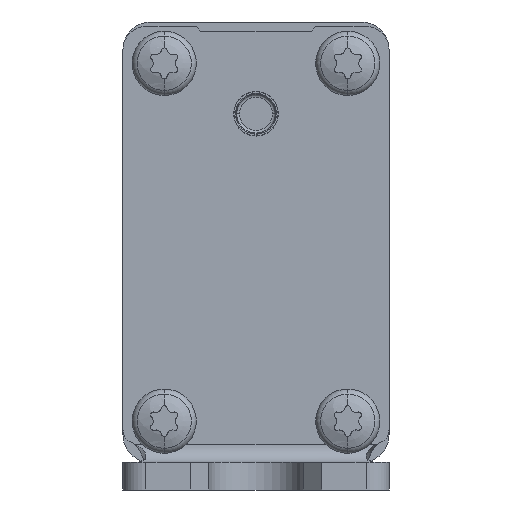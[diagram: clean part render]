
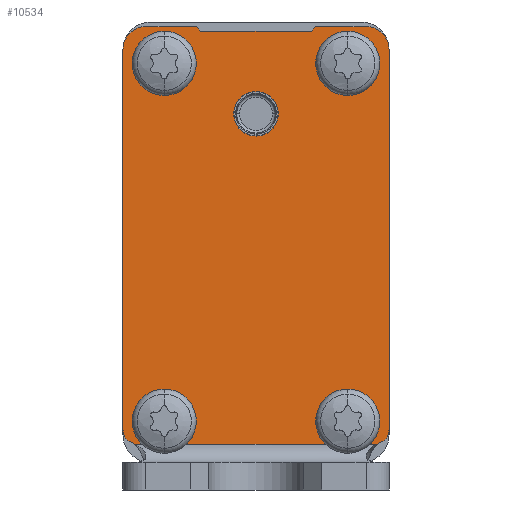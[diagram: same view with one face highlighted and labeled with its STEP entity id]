
A CAD part, front view. The second image highlights one B-rep face of the part: STEP entity #10534.
In plain terms, the highlighted face is planar.
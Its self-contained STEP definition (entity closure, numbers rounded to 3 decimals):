
#9627=CARTESIAN_POINT('',(-14.5,0.,3.));
#9628=DIRECTION('',(0.,0.,1.));
#9629=DIRECTION('',(0.516,0.857,0.));
#9630=AXIS2_PLACEMENT_3D('',#9627,#9628,#9629);
#9632=CARTESIAN_POINT('',(-13.,3.708,3.));
#9633=DIRECTION('',(0.,0.,-1.));
#9634=DIRECTION('',(-0.375,-0.927,0.));
#9635=AXIS2_PLACEMENT_3D('',#9632,#9633,#9634);
#9637=DIRECTION('',(0.,1.,0.));
#9638=VECTOR('',#9637,41.434);
#9639=CARTESIAN_POINT('',(-14.5,3.708,3.));
#9640=LINE('',#9639,#9638);
#9641=CARTESIAN_POINT('',(-12.,45.142,3.));
#9642=DIRECTION('',(0.,0.,-1.));
#9643=DIRECTION('',(-1.,0.,0.));
#9644=AXIS2_PLACEMENT_3D('',#9641,#9642,#9643);
#9646=DIRECTION('',(1.,0.,0.));
#9647=VECTOR('',#9646,5.5);
#9648=CARTESIAN_POINT('',(-12.,47.642,3.));
#9649=LINE('',#9648,#9647);
#9650=DIRECTION('',(0.707,-0.707,0.));
#9651=VECTOR('',#9650,0.707);
#9652=CARTESIAN_POINT('',(-6.5,47.642,3.));
#9653=LINE('',#9652,#9651);
#9654=DIRECTION('',(1.,0.,0.));
#9655=VECTOR('',#9654,12.);
#9656=CARTESIAN_POINT('',(-6.,47.142,3.));
#9657=LINE('',#9656,#9655);
#9658=DIRECTION('',(0.707,0.707,0.));
#9659=VECTOR('',#9658,0.707);
#9660=CARTESIAN_POINT('',(6.,47.142,3.));
#9661=LINE('',#9660,#9659);
#9662=DIRECTION('',(1.,0.,0.));
#9663=VECTOR('',#9662,5.5);
#9664=CARTESIAN_POINT('',(6.5,47.642,3.));
#9665=LINE('',#9664,#9663);
#9666=CARTESIAN_POINT('',(12.,45.142,3.));
#9667=DIRECTION('',(0.,0.,-1.));
#9668=DIRECTION('',(0.,1.,0.));
#9669=AXIS2_PLACEMENT_3D('',#9666,#9667,#9668);
#9671=DIRECTION('',(0.,-1.,0.));
#9672=VECTOR('',#9671,41.434);
#9673=CARTESIAN_POINT('',(14.5,45.142,3.));
#9674=LINE('',#9673,#9672);
#9675=CARTESIAN_POINT('',(13.,3.708,3.));
#9676=DIRECTION('',(0.,0.,-1.));
#9677=DIRECTION('',(1.,0.,0.));
#9678=AXIS2_PLACEMENT_3D('',#9675,#9676,#9677);
#9680=CARTESIAN_POINT('',(14.5,0.,3.));
#9681=DIRECTION('',(0.,0.,1.));
#9682=DIRECTION('',(-0.375,0.927,0.));
#9683=AXIS2_PLACEMENT_3D('',#9680,#9681,#9682);
#9685=CARTESIAN_POINT('',(10.,43.642,3.));
#9686=DIRECTION('',(0.,0.,1.));
#9687=DIRECTION('',(0.,-1.,0.));
#9688=AXIS2_PLACEMENT_3D('',#9685,#9686,#9687);
#9690=CARTESIAN_POINT('',(10.,43.642,3.));
#9691=DIRECTION('',(0.,0.,1.));
#9692=DIRECTION('',(0.,1.,0.));
#9693=AXIS2_PLACEMENT_3D('',#9690,#9691,#9692);
#9695=CARTESIAN_POINT('',(10.,4.642,3.));
#9696=DIRECTION('',(0.,0.,1.));
#9697=DIRECTION('',(0.,-1.,0.));
#9698=AXIS2_PLACEMENT_3D('',#9695,#9696,#9697);
#9700=CARTESIAN_POINT('',(10.,4.642,3.));
#9701=DIRECTION('',(0.,0.,1.));
#9702=DIRECTION('',(0.,1.,0.));
#9703=AXIS2_PLACEMENT_3D('',#9700,#9701,#9702);
#9705=CARTESIAN_POINT('',(-10.,4.642,3.));
#9706=DIRECTION('',(0.,0.,1.));
#9707=DIRECTION('',(0.,-1.,0.));
#9708=AXIS2_PLACEMENT_3D('',#9705,#9706,#9707);
#9710=CARTESIAN_POINT('',(-10.,4.642,3.));
#9711=DIRECTION('',(0.,0.,1.));
#9712=DIRECTION('',(0.,1.,0.));
#9713=AXIS2_PLACEMENT_3D('',#9710,#9711,#9712);
#9715=CARTESIAN_POINT('',(-10.,43.642,3.));
#9716=DIRECTION('',(0.,0.,1.));
#9717=DIRECTION('',(0.,-1.,0.));
#9718=AXIS2_PLACEMENT_3D('',#9715,#9716,#9717);
#9720=CARTESIAN_POINT('',(-10.,43.642,3.));
#9721=DIRECTION('',(0.,0.,1.));
#9722=DIRECTION('',(0.,1.,0.));
#9723=AXIS2_PLACEMENT_3D('',#9720,#9721,#9722);
#9725=CARTESIAN_POINT('',(0.,38.142,3.));
#9726=DIRECTION('',(0.,0.,1.));
#9727=DIRECTION('',(0.,-1.,0.));
#9728=AXIS2_PLACEMENT_3D('',#9725,#9726,#9727);
#9730=CARTESIAN_POINT('',(0.,38.142,3.));
#9731=DIRECTION('',(0.,0.,1.));
#9732=DIRECTION('',(0.,1.,0.));
#9733=AXIS2_PLACEMENT_3D('',#9730,#9731,#9732);
#9771=DIRECTION('',(1.,0.,0.));
#9772=VECTOR('',#9771,26.42);
#9773=CARTESIAN_POINT('',(-13.21,2.142,3.));
#9774=LINE('',#9773,#9772);
#10299=CARTESIAN_POINT('',(-13.21,2.142,3.));
#10300=CARTESIAN_POINT('',(13.21,2.142,3.));
#10301=VERTEX_POINT('',#10299);
#10302=VERTEX_POINT('',#10300);
#10303=CARTESIAN_POINT('',(-13.563,2.318,3.));
#10304=VERTEX_POINT('',#10303);
#10305=CARTESIAN_POINT('',(-14.5,3.708,3.));
#10306=VERTEX_POINT('',#10305);
#10307=CARTESIAN_POINT('',(-14.5,45.142,3.));
#10308=VERTEX_POINT('',#10307);
#10309=CARTESIAN_POINT('',(-12.,47.642,3.));
#10310=VERTEX_POINT('',#10309);
#10311=CARTESIAN_POINT('',(-6.5,47.642,3.));
#10312=VERTEX_POINT('',#10311);
#10313=CARTESIAN_POINT('',(-6.,47.142,3.));
#10314=VERTEX_POINT('',#10313);
#10315=CARTESIAN_POINT('',(6.,47.142,3.));
#10316=VERTEX_POINT('',#10315);
#10317=CARTESIAN_POINT('',(6.5,47.642,3.));
#10318=VERTEX_POINT('',#10317);
#10319=CARTESIAN_POINT('',(12.,47.642,3.));
#10320=VERTEX_POINT('',#10319);
#10321=CARTESIAN_POINT('',(14.5,45.142,3.));
#10322=VERTEX_POINT('',#10321);
#10323=CARTESIAN_POINT('',(14.5,3.708,3.));
#10324=VERTEX_POINT('',#10323);
#10325=CARTESIAN_POINT('',(13.563,2.318,3.));
#10326=VERTEX_POINT('',#10325);
#10327=CARTESIAN_POINT('',(10.,41.642,3.));
#10328=CARTESIAN_POINT('',(10.,45.642,3.));
#10329=VERTEX_POINT('',#10327);
#10330=VERTEX_POINT('',#10328);
#10331=CARTESIAN_POINT('',(10.,2.642,3.));
#10332=CARTESIAN_POINT('',(10.,6.642,3.));
#10333=VERTEX_POINT('',#10331);
#10334=VERTEX_POINT('',#10332);
#10335=CARTESIAN_POINT('',(-10.,2.642,3.));
#10336=CARTESIAN_POINT('',(-10.,6.642,3.));
#10337=VERTEX_POINT('',#10335);
#10338=VERTEX_POINT('',#10336);
#10339=CARTESIAN_POINT('',(-10.,41.642,3.));
#10340=CARTESIAN_POINT('',(-10.,45.642,3.));
#10341=VERTEX_POINT('',#10339);
#10342=VERTEX_POINT('',#10340);
#10343=CARTESIAN_POINT('',(0.,35.742,3.));
#10344=CARTESIAN_POINT('',(0.,40.542,3.));
#10345=VERTEX_POINT('',#10343);
#10346=VERTEX_POINT('',#10344);
#10469=CARTESIAN_POINT('',(0.,0.,3.));
#10470=DIRECTION('',(0.,0.,1.));
#10471=DIRECTION('',(1.,0.,0.));
#10472=AXIS2_PLACEMENT_3D('',#10469,#10470,#10471);
#10473=PLANE('',#10472);
#10475=ORIENTED_EDGE('',*,*,#10474,.F.);
#10477=ORIENTED_EDGE('',*,*,#10476,.T.);
#10479=ORIENTED_EDGE('',*,*,#10478,.T.);
#10481=ORIENTED_EDGE('',*,*,#10480,.T.);
#10483=ORIENTED_EDGE('',*,*,#10482,.T.);
#10485=ORIENTED_EDGE('',*,*,#10484,.T.);
#10487=ORIENTED_EDGE('',*,*,#10486,.T.);
#10489=ORIENTED_EDGE('',*,*,#10488,.T.);
#10491=ORIENTED_EDGE('',*,*,#10490,.T.);
#10493=ORIENTED_EDGE('',*,*,#10492,.T.);
#10495=ORIENTED_EDGE('',*,*,#10494,.T.);
#10497=ORIENTED_EDGE('',*,*,#10496,.T.);
#10499=ORIENTED_EDGE('',*,*,#10498,.T.);
#10501=ORIENTED_EDGE('',*,*,#10500,.T.);
#10502=EDGE_LOOP('',(#10475,#10477,#10479,#10481,#10483,#10485,#10487,#10489,
#10491,#10493,#10495,#10497,#10499,#10501));
#10503=FACE_OUTER_BOUND('',#10502,.F.);
#10505=ORIENTED_EDGE('',*,*,#10504,.T.);
#10507=ORIENTED_EDGE('',*,*,#10506,.T.);
#10508=EDGE_LOOP('',(#10505,#10507));
#10509=FACE_BOUND('',#10508,.F.);
#10511=ORIENTED_EDGE('',*,*,#10510,.T.);
#10513=ORIENTED_EDGE('',*,*,#10512,.T.);
#10514=EDGE_LOOP('',(#10511,#10513));
#10515=FACE_BOUND('',#10514,.F.);
#10517=ORIENTED_EDGE('',*,*,#10516,.T.);
#10519=ORIENTED_EDGE('',*,*,#10518,.T.);
#10520=EDGE_LOOP('',(#10517,#10519));
#10521=FACE_BOUND('',#10520,.F.);
#10523=ORIENTED_EDGE('',*,*,#10522,.T.);
#10525=ORIENTED_EDGE('',*,*,#10524,.T.);
#10526=EDGE_LOOP('',(#10523,#10525));
#10527=FACE_BOUND('',#10526,.F.);
#10529=ORIENTED_EDGE('',*,*,#10528,.T.);
#10531=ORIENTED_EDGE('',*,*,#10530,.T.);
#10532=EDGE_LOOP('',(#10529,#10531));
#10533=FACE_BOUND('',#10532,.F.);
#9631=CIRCLE('',#9630,2.5);
#9636=CIRCLE('',#9635,1.5);
#9645=CIRCLE('',#9644,2.5);
#9670=CIRCLE('',#9669,2.5);
#9679=CIRCLE('',#9678,1.5);
#9684=CIRCLE('',#9683,2.5);
#9689=CIRCLE('',#9688,2.);
#9694=CIRCLE('',#9693,2.);
#9699=CIRCLE('',#9698,2.);
#9704=CIRCLE('',#9703,2.);
#9709=CIRCLE('',#9708,2.);
#9714=CIRCLE('',#9713,2.);
#9719=CIRCLE('',#9718,2.);
#9724=CIRCLE('',#9723,2.);
#9729=CIRCLE('',#9728,2.4);
#9734=CIRCLE('',#9733,2.4);
#10474=EDGE_CURVE('',#10301,#10302,#9774,.T.);
#10476=EDGE_CURVE('',#10301,#10304,#9631,.T.);
#10478=EDGE_CURVE('',#10304,#10306,#9636,.T.);
#10480=EDGE_CURVE('',#10306,#10308,#9640,.T.);
#10482=EDGE_CURVE('',#10308,#10310,#9645,.T.);
#10484=EDGE_CURVE('',#10310,#10312,#9649,.T.);
#10486=EDGE_CURVE('',#10312,#10314,#9653,.T.);
#10488=EDGE_CURVE('',#10314,#10316,#9657,.T.);
#10490=EDGE_CURVE('',#10316,#10318,#9661,.T.);
#10492=EDGE_CURVE('',#10318,#10320,#9665,.T.);
#10494=EDGE_CURVE('',#10320,#10322,#9670,.T.);
#10496=EDGE_CURVE('',#10322,#10324,#9674,.T.);
#10498=EDGE_CURVE('',#10324,#10326,#9679,.T.);
#10500=EDGE_CURVE('',#10326,#10302,#9684,.T.);
#10504=EDGE_CURVE('',#10329,#10330,#9689,.T.);
#10506=EDGE_CURVE('',#10330,#10329,#9694,.T.);
#10510=EDGE_CURVE('',#10333,#10334,#9699,.T.);
#10512=EDGE_CURVE('',#10334,#10333,#9704,.T.);
#10516=EDGE_CURVE('',#10337,#10338,#9709,.T.);
#10518=EDGE_CURVE('',#10338,#10337,#9714,.T.);
#10522=EDGE_CURVE('',#10341,#10342,#9719,.T.);
#10524=EDGE_CURVE('',#10342,#10341,#9724,.T.);
#10528=EDGE_CURVE('',#10345,#10346,#9729,.T.);
#10530=EDGE_CURVE('',#10346,#10345,#9734,.T.);
#10534=ADVANCED_FACE('',(#10503,#10509,#10515,#10521,#10527,#10533),#10473,.T.);
